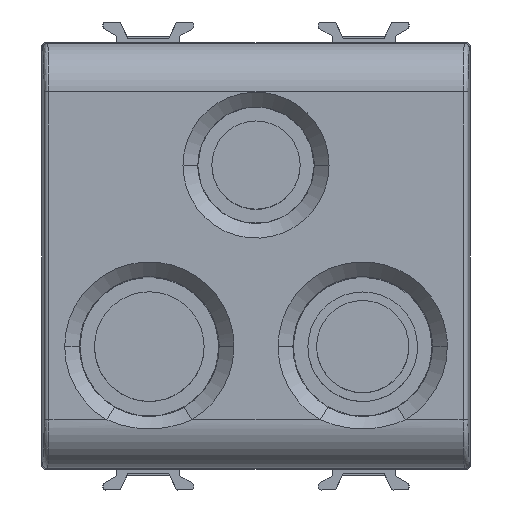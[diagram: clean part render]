
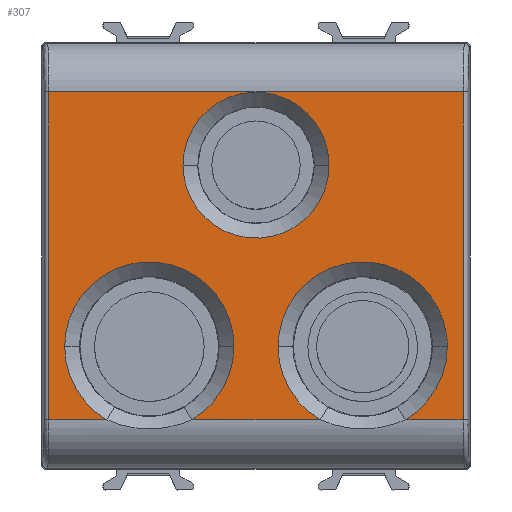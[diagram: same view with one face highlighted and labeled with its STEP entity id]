
A CAD part, top view. The second image highlights one B-rep face of the part: STEP entity #307.
In plain terms, the highlighted planar face has unit normal (0, 0, 1).
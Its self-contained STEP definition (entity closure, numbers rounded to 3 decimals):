
#102=AXIS2_PLACEMENT_3D('Circle Axis2P3D',#100,#101,$) ;
#123=AXIS2_PLACEMENT_3D('Circle Axis2P3D',#121,#122,$) ;
#173=AXIS2_PLACEMENT_3D('Plane Axis2P3D',#170,#171,#172) ;
#177=AXIS2_PLACEMENT_3D('Circle Axis2P3D',#175,#176,$) ;
#186=AXIS2_PLACEMENT_3D('Circle Axis2P3D',#184,#185,$) ;
#193=AXIS2_PLACEMENT_3D('Circle Axis2P3D',#191,#192,$) ;
#200=AXIS2_PLACEMENT_3D('Circle Axis2P3D',#198,#199,$) ;
#242=AXIS2_PLACEMENT_3D('Circle Axis2P3D',#240,#241,$) ;
#249=AXIS2_PLACEMENT_3D('Circle Axis2P3D',#247,#248,$) ;
#256=AXIS2_PLACEMENT_3D('Circle Axis2P3D',#254,#255,$) ;
#263=AXIS2_PLACEMENT_3D('Circle Axis2P3D',#261,#262,$) ;
#291=AXIS2_PLACEMENT_3D('Circle Axis2P3D',#289,#290,$) ;
#298=AXIS2_PLACEMENT_3D('Circle Axis2P3D',#296,#297,$) ;
#100=CARTESIAN_POINT('Axis2P3D Location',(0.,9.35,11.357)) ;
#104=CARTESIAN_POINT('Vertex',(-7.526,9.35,11.357)) ;
#106=CARTESIAN_POINT('Vertex',(7.466,10.301,11.357)) ;
#118=CARTESIAN_POINT('Vertex',(7.526,9.35,11.357)) ;
#121=CARTESIAN_POINT('Axis2P3D Location',(0.,9.35,11.357)) ;
#170=CARTESIAN_POINT('Axis2P3D Location',(0.,0.,11.357)) ;
#175=CARTESIAN_POINT('Axis2P3D Location',(11.,-9.35,11.357)) ;
#179=CARTESIAN_POINT('Vertex',(6.629,-16.903,11.357)) ;
#181=CARTESIAN_POINT('Vertex',(2.274,-9.35,11.357)) ;
#184=CARTESIAN_POINT('Axis2P3D Location',(11.,-9.35,11.357)) ;
#188=CARTESIAN_POINT('Vertex',(19.613,-7.951,11.357)) ;
#191=CARTESIAN_POINT('Axis2P3D Location',(11.,-9.35,11.357)) ;
#195=CARTESIAN_POINT('Vertex',(19.726,-9.35,11.357)) ;
#198=CARTESIAN_POINT('Axis2P3D Location',(11.,-9.35,11.357)) ;
#202=CARTESIAN_POINT('Vertex',(15.371,-16.903,11.357)) ;
#205=CARTESIAN_POINT('Line Origine',(18.36,-16.903,11.357)) ;
#209=CARTESIAN_POINT('Vertex',(21.348,-16.903,11.357)) ;
#212=CARTESIAN_POINT('Line Origine',(21.348,0.,11.357)) ;
#216=CARTESIAN_POINT('Vertex',(21.348,16.903,11.357)) ;
#219=CARTESIAN_POINT('Line Origine',(0.,16.903,11.357)) ;
#223=CARTESIAN_POINT('Vertex',(-21.348,16.903,11.357)) ;
#226=CARTESIAN_POINT('Line Origine',(-21.348,0.,11.357)) ;
#230=CARTESIAN_POINT('Vertex',(-21.348,-16.903,11.357)) ;
#233=CARTESIAN_POINT('Line Origine',(-18.36,-16.903,11.357)) ;
#237=CARTESIAN_POINT('Vertex',(-15.371,-16.903,11.357)) ;
#240=CARTESIAN_POINT('Axis2P3D Location',(-11.,-9.35,11.357)) ;
#244=CARTESIAN_POINT('Vertex',(-19.726,-9.35,11.357)) ;
#247=CARTESIAN_POINT('Axis2P3D Location',(-11.,-9.35,11.357)) ;
#251=CARTESIAN_POINT('Vertex',(-2.387,-7.951,11.357)) ;
#254=CARTESIAN_POINT('Axis2P3D Location',(-11.,-9.35,11.357)) ;
#258=CARTESIAN_POINT('Vertex',(-2.274,-9.35,11.357)) ;
#261=CARTESIAN_POINT('Axis2P3D Location',(-11.,-9.35,11.357)) ;
#265=CARTESIAN_POINT('Vertex',(-6.629,-16.903,11.357)) ;
#268=CARTESIAN_POINT('Line Origine',(0.,-16.903,11.357)) ;
#289=CARTESIAN_POINT('Axis2P3D Location',(0.,9.35,11.357)) ;
#293=CARTESIAN_POINT('Vertex',(-7.466,8.399,11.357)) ;
#296=CARTESIAN_POINT('Axis2P3D Location',(0.,9.35,11.357)) ;
#101=DIRECTION('Axis2P3D Direction',(0.,0.,1.)) ;
#122=DIRECTION('Axis2P3D Direction',(0.,0.,1.)) ;
#171=DIRECTION('Axis2P3D Direction',(0.,0.,-1.)) ;
#172=DIRECTION('Axis2P3D XDirection',(1.,0.,0.)) ;
#176=DIRECTION('Axis2P3D Direction',(0.,0.,-1.)) ;
#185=DIRECTION('Axis2P3D Direction',(0.,0.,-1.)) ;
#192=DIRECTION('Axis2P3D Direction',(0.,0.,-1.)) ;
#199=DIRECTION('Axis2P3D Direction',(0.,0.,-1.)) ;
#206=DIRECTION('Vector Direction',(1.,0.,0.)) ;
#213=DIRECTION('Vector Direction',(0.,1.,0.)) ;
#220=DIRECTION('Vector Direction',(1.,0.,0.)) ;
#227=DIRECTION('Vector Direction',(0.,1.,0.)) ;
#234=DIRECTION('Vector Direction',(1.,0.,0.)) ;
#241=DIRECTION('Axis2P3D Direction',(0.,0.,-1.)) ;
#248=DIRECTION('Axis2P3D Direction',(0.,0.,-1.)) ;
#255=DIRECTION('Axis2P3D Direction',(0.,0.,-1.)) ;
#262=DIRECTION('Axis2P3D Direction',(0.,0.,-1.)) ;
#269=DIRECTION('Vector Direction',(1.,0.,0.)) ;
#290=DIRECTION('Axis2P3D Direction',(0.,0.,-1.)) ;
#297=DIRECTION('Axis2P3D Direction',(0.,0.,-1.)) ;
#207=VECTOR('Line Direction',#206,1.) ;
#214=VECTOR('Line Direction',#213,1.) ;
#221=VECTOR('Line Direction',#220,1.) ;
#228=VECTOR('Line Direction',#227,1.) ;
#235=VECTOR('Line Direction',#234,1.) ;
#270=VECTOR('Line Direction',#269,1.) ;
#274=ORIENTED_EDGE('',*,*,#183,.T.) ;
#275=ORIENTED_EDGE('',*,*,#190,.T.) ;
#276=ORIENTED_EDGE('',*,*,#197,.T.) ;
#277=ORIENTED_EDGE('',*,*,#204,.T.) ;
#278=ORIENTED_EDGE('',*,*,#211,.T.) ;
#279=ORIENTED_EDGE('',*,*,#218,.F.) ;
#280=ORIENTED_EDGE('',*,*,#225,.T.) ;
#281=ORIENTED_EDGE('',*,*,#232,.T.) ;
#282=ORIENTED_EDGE('',*,*,#239,.T.) ;
#283=ORIENTED_EDGE('',*,*,#246,.T.) ;
#284=ORIENTED_EDGE('',*,*,#253,.T.) ;
#285=ORIENTED_EDGE('',*,*,#260,.T.) ;
#286=ORIENTED_EDGE('',*,*,#267,.T.) ;
#287=ORIENTED_EDGE('',*,*,#272,.T.) ;
#302=ORIENTED_EDGE('',*,*,#108,.T.) ;
#303=ORIENTED_EDGE('',*,*,#125,.T.) ;
#304=ORIENTED_EDGE('',*,*,#295,.T.) ;
#305=ORIENTED_EDGE('',*,*,#300,.T.) ;
#306=FACE_BOUND('',#301,.T.) ;
#307=ADVANCED_FACE('PartBody',(#288,#306),#174,.F.) ;
#103=CIRCLE('generated circle',#102,7.526) ;
#124=CIRCLE('generated circle',#123,7.526) ;
#178=CIRCLE('generated circle',#177,8.726) ;
#187=CIRCLE('generated circle',#186,8.726) ;
#194=CIRCLE('generated circle',#193,8.726) ;
#201=CIRCLE('generated circle',#200,8.726) ;
#243=CIRCLE('generated circle',#242,8.726) ;
#250=CIRCLE('generated circle',#249,8.726) ;
#257=CIRCLE('generated circle',#256,8.726) ;
#264=CIRCLE('generated circle',#263,8.726) ;
#292=CIRCLE('generated circle',#291,7.526) ;
#299=CIRCLE('generated circle',#298,7.526) ;
#108=EDGE_CURVE('',#105,#107,#103,.F.) ;
#125=EDGE_CURVE('',#107,#119,#124,.F.) ;
#183=EDGE_CURVE('',#180,#182,#178,.T.) ;
#190=EDGE_CURVE('',#182,#189,#187,.T.) ;
#197=EDGE_CURVE('',#189,#196,#194,.T.) ;
#204=EDGE_CURVE('',#196,#203,#201,.T.) ;
#211=EDGE_CURVE('',#203,#210,#208,.T.) ;
#218=EDGE_CURVE('',#217,#210,#215,.F.) ;
#225=EDGE_CURVE('',#217,#224,#222,.F.) ;
#232=EDGE_CURVE('',#224,#231,#229,.F.) ;
#239=EDGE_CURVE('',#231,#238,#236,.T.) ;
#246=EDGE_CURVE('',#238,#245,#243,.T.) ;
#253=EDGE_CURVE('',#245,#252,#250,.T.) ;
#260=EDGE_CURVE('',#252,#259,#257,.T.) ;
#267=EDGE_CURVE('',#259,#266,#264,.T.) ;
#272=EDGE_CURVE('',#266,#180,#271,.T.) ;
#295=EDGE_CURVE('',#119,#294,#292,.T.) ;
#300=EDGE_CURVE('',#294,#105,#299,.T.) ;
#273=EDGE_LOOP('',(#274,#275,#276,#277,#278,#279,#280,#281,#282,#283,#284,#285,#286,#287)) ;
#301=EDGE_LOOP('',(#302,#303,#304,#305)) ;
#288=FACE_OUTER_BOUND('',#273,.T.) ;
#208=LINE('Line',#205,#207) ;
#215=LINE('Line',#212,#214) ;
#222=LINE('Line',#219,#221) ;
#229=LINE('Line',#226,#228) ;
#236=LINE('Line',#233,#235) ;
#271=LINE('Line',#268,#270) ;
#174=PLANE('',#173) ;
#105=VERTEX_POINT('',#104) ;
#107=VERTEX_POINT('',#106) ;
#119=VERTEX_POINT('',#118) ;
#180=VERTEX_POINT('',#179) ;
#182=VERTEX_POINT('',#181) ;
#189=VERTEX_POINT('',#188) ;
#196=VERTEX_POINT('',#195) ;
#203=VERTEX_POINT('',#202) ;
#210=VERTEX_POINT('',#209) ;
#217=VERTEX_POINT('',#216) ;
#224=VERTEX_POINT('',#223) ;
#231=VERTEX_POINT('',#230) ;
#238=VERTEX_POINT('',#237) ;
#245=VERTEX_POINT('',#244) ;
#252=VERTEX_POINT('',#251) ;
#259=VERTEX_POINT('',#258) ;
#266=VERTEX_POINT('',#265) ;
#294=VERTEX_POINT('',#293) ;
